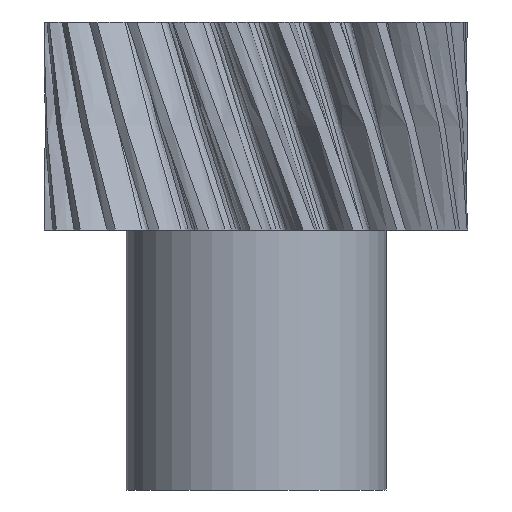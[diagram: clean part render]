
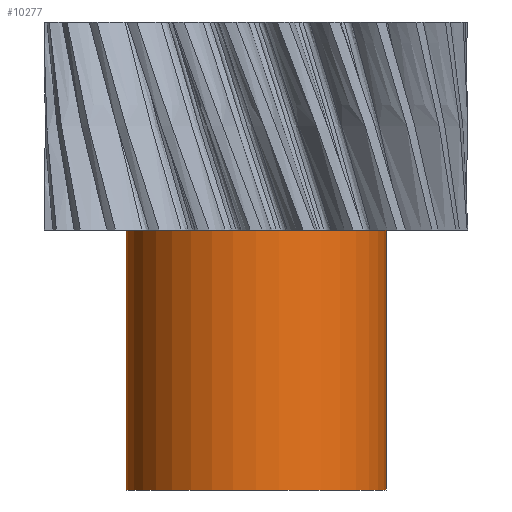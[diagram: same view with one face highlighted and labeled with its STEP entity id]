
A CAD part, front view. The second image highlights one B-rep face of the part: STEP entity #10277.
In plain terms, the highlighted cylindrical face has radius 17.5 mm (diameter 35 mm), a partial arc.
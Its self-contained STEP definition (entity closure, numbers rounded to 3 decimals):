
#4587 = CARTESIAN_POINT ( 'NONE',  ( -17.5, 0., -35. ) ) ;
#4683 = CARTESIAN_POINT ( 'NONE',  ( 17.5, 0., -35. ) ) ;
#4685 = DIRECTION ( 'NONE',  ( 0., 0., 1. ) ) ;
#4686 = VECTOR ( 'NONE', #4685, 1000. ) ;
#4687 = CARTESIAN_POINT ( 'NONE',  ( -17.5, 0., -35. ) ) ;
#4688 = CARTESIAN_POINT ( 'NONE',  ( -17.5, 0., 0. ) ) ;
#4691 = LINE ( 'NONE', #4687, #4686 ) ;
#4896 = DIRECTION ( 'NONE',  ( 0., 0., 1. ) ) ;
#4897 = VECTOR ( 'NONE', #4896, 1000. ) ;
#4901 = CARTESIAN_POINT ( 'NONE',  ( 17.5, 0., -35. ) ) ;
#4905 = LINE ( 'NONE', #4901, #4897 ) ;
#4906 = CARTESIAN_POINT ( 'NONE',  ( 17.5, 0., 0. ) ) ;
#6368 = DIRECTION ( 'NONE',  ( 1., 0., 0. ) ) ;
#6369 = DIRECTION ( 'NONE',  ( 0., 0., 1. ) ) ;
#6370 = AXIS2_PLACEMENT_3D ( 'NONE', #6372, #6369, #6368 ) ;
#6372 = CARTESIAN_POINT ( 'NONE',  ( 0., 0., -35. ) ) ;
#6420 = CIRCLE ( 'NONE', #6370, 17.5 ) ;
#6886 = CYLINDRICAL_SURFACE ( 'NONE', #6909, 17.5 ) ;
#6904 = DIRECTION ( 'NONE',  ( 1., 0., 0. ) ) ;
#6905 = DIRECTION ( 'NONE',  ( 0., 0., 1. ) ) ;
#6906 = CARTESIAN_POINT ( 'NONE',  ( 0., 0., -35. ) ) ;
#6908 = FACE_OUTER_BOUND ( 'NONE', #10280, .T. ) ;
#6909 = AXIS2_PLACEMENT_3D ( 'NONE', #6906, #6905, #6904 ) ;
#7604 = AXIS2_PLACEMENT_3D ( 'NONE', #7621, #7606, #7632 ) ;
#7606 = DIRECTION ( 'NONE',  ( 0., 0., 1. ) ) ;
#7609 = CIRCLE ( 'NONE', #7604, 17.5 ) ;
#7621 = CARTESIAN_POINT ( 'NONE',  ( 0., 0., 0. ) ) ;
#7632 = DIRECTION ( 'NONE',  ( 1., 0., 0. ) ) ;
#9564 = EDGE_CURVE ( 'NONE', #9637, #9566, #4691, .T. ) ;
#9566 = VERTEX_POINT ( 'NONE', #4688 ) ;
#9573 = VERTEX_POINT ( 'NONE', #4683 ) ;
#9622 = VERTEX_POINT ( 'NONE', #4906 ) ;
#9624 = EDGE_CURVE ( 'NONE', #9573, #9622, #4905, .T. ) ;
#9637 = VERTEX_POINT ( 'NONE', #4587 ) ;
#10222 = EDGE_CURVE ( 'NONE', #9637, #9573, #6420, .T. ) ;
#10225 = ORIENTED_EDGE ( 'NONE', *, *, #10222, .T. ) ;
#10277 = ADVANCED_FACE ( 'NONE', ( #6908 ), #6886, .T. ) ;
#10279 = ORIENTED_EDGE ( 'NONE', *, *, #9624, .T. ) ;
#10280 = EDGE_LOOP ( 'NONE', ( #10714, #10225, #10279, #10704 ) ) ;
#10684 = EDGE_CURVE ( 'NONE', #9566, #9622, #7609, .T. ) ;
#10704 = ORIENTED_EDGE ( 'NONE', *, *, #10684, .F. ) ;
#10714 = ORIENTED_EDGE ( 'NONE', *, *, #9564, .F. ) ;
